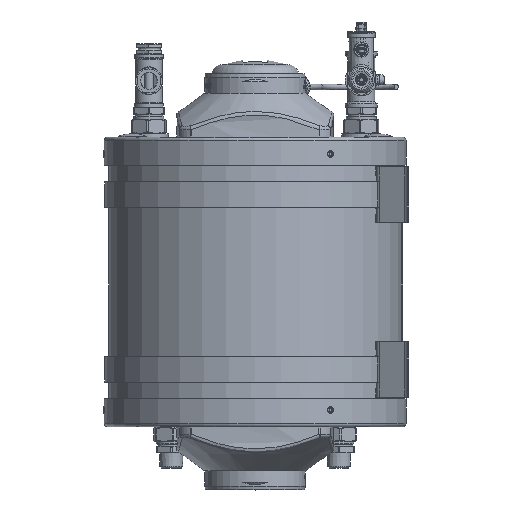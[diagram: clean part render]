
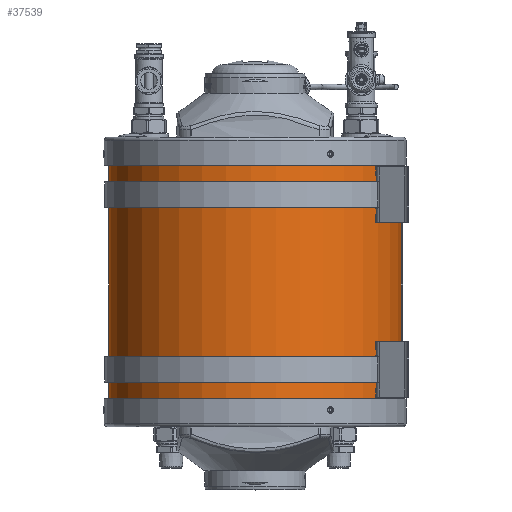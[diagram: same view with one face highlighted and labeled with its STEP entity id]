
A CAD part, left-side view. The second image highlights one B-rep face of the part: STEP entity #37539.
In plain terms, the highlighted cylindrical face has radius 131 mm (diameter 262 mm), a partial arc.
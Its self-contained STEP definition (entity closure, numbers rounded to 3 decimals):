
#2792=CYLINDRICAL_SURFACE('',#40309,131.);
#3637=FACE_OUTER_BOUND('',#5932,.T.);
#5932=EDGE_LOOP('',(#25408,#25409,#25410,#25411));
#8488=LINE('',#53685,#11271);
#8489=LINE('',#53687,#11272);
#11271=VECTOR('',#44100,1000.);
#11272=VECTOR('',#44103,1000.);
#14027=CIRCLE('',#40264,131.);
#14028=CIRCLE('',#40266,131.);
#15564=VERTEX_POINT('',#53559);
#15565=VERTEX_POINT('',#53563);
#15568=VERTEX_POINT('',#53571);
#15569=VERTEX_POINT('',#53575);
#19382=EDGE_CURVE('',#15568,#15564,#14027,.T.);
#19383=EDGE_CURVE('',#15569,#15565,#14028,.T.);
#19440=EDGE_CURVE('',#15568,#15569,#8488,.T.);
#19441=EDGE_CURVE('',#15564,#15565,#8489,.T.);
#25408=ORIENTED_EDGE('',*,*,#19383,.T.);
#25409=ORIENTED_EDGE('',*,*,#19441,.F.);
#25410=ORIENTED_EDGE('',*,*,#19382,.F.);
#25411=ORIENTED_EDGE('',*,*,#19440,.T.);
#37539=ADVANCED_FACE('',(#3637),#2792,.T.);
#40264=AXIS2_PLACEMENT_3D('',#53573,#43967,#43968);
#40266=AXIS2_PLACEMENT_3D('',#53576,#43971,#43972);
#40309=AXIS2_PLACEMENT_3D('',#53686,#44101,#44102);
#43967=DIRECTION('center_axis',(0.,1.,0.));
#43968=DIRECTION('ref_axis',(1.,0.,0.));
#43971=DIRECTION('center_axis',(0.,1.,0.));
#43972=DIRECTION('ref_axis',(1.,0.,0.));
#44100=DIRECTION('',(0.,-1.,0.));
#44101=DIRECTION('center_axis',(0.,-1.,0.));
#44102=DIRECTION('ref_axis',(0.,0.,1.));
#44103=DIRECTION('',(0.,-1.,0.));
#53559=CARTESIAN_POINT('',(7.691,253.,-130.774));
#53563=CARTESIAN_POINT('',(7.691,0.,-130.774));
#53571=CARTESIAN_POINT('',(-7.691,253.,-130.774));
#53573=CARTESIAN_POINT('Origin',(0.,253.,0.));
#53575=CARTESIAN_POINT('',(-7.691,0.,-130.774));
#53576=CARTESIAN_POINT('Origin',(0.,0.,0.));
#53685=CARTESIAN_POINT('',(-7.691,253.,-130.774));
#53686=CARTESIAN_POINT('Origin',(0.,253.,0.));
#53687=CARTESIAN_POINT('',(7.691,253.,-130.774));
